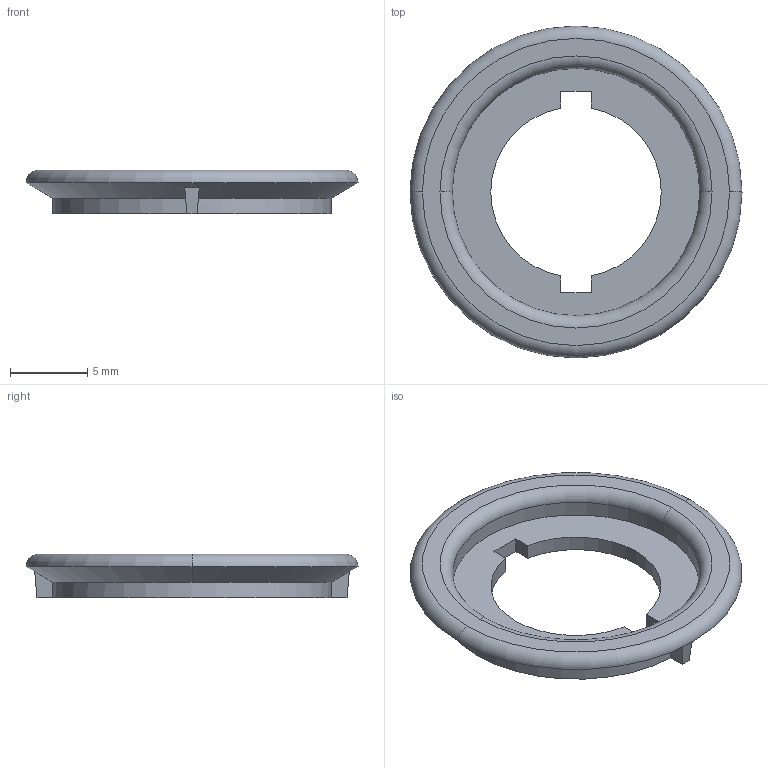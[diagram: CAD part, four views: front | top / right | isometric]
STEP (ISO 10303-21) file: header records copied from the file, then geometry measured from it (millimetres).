
FILE_DESCRIPTION (( 'STEP AP203' ), '1' );
FILE_NAME ('TapaCerradura.STEP', '2022-01-19T12:58:46', ( '' ), ( '' ), 'SwSTEP 2.0', 'SolidWorks 2016', '' );
FILE_SCHEMA (( 'CONFIG_CONTROL_DESIGN' ));
Length unit declared in the file: millimetre
Products named in the file (1): TapaCerradura
Bounding box: 21.43 x 21.43 x 2.8 mm (x, y, z)
Volume: 374.1 mm3; surface area: 744.7 mm2
Topology: 1 solids, 1 shells, 29 faces, 73 edges, 47 vertices
Faces by surface type: plane 15, cylinder 8, torus 4, cone 2
Entity records: 961 total; most frequent: CARTESIAN_POINT 180, DIRECTION 150, ORIENTED_EDGE 146, EDGE_CURVE 73, AXIS2_PLACEMENT_3D 57, VERTEX_POINT 47, LINE 36, VECTOR 36
